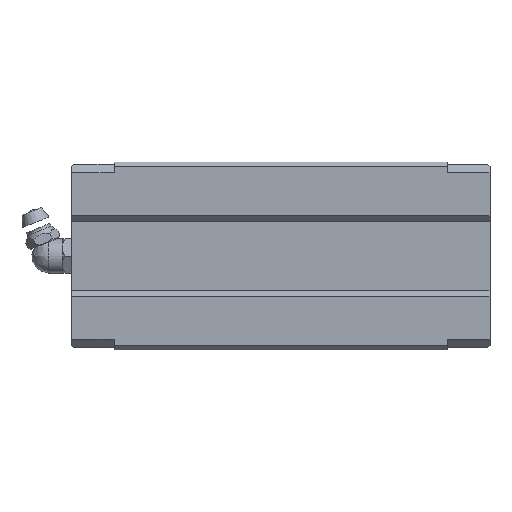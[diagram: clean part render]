
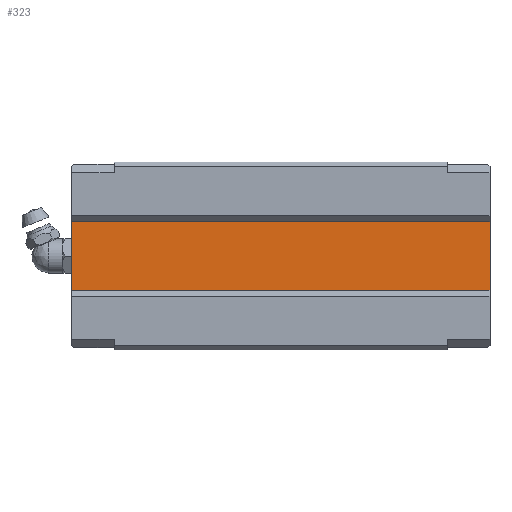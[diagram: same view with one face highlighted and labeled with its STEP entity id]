
A CAD part, front view. The second image highlights one B-rep face of the part: STEP entity #323.
In plain terms, the highlighted planar face has unit normal (0, -1, 0).
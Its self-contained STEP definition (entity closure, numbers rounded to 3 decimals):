
#198 = PLANE ( 'NONE',  #3171 ) ;
#250 = LINE ( 'NONE', #4107, #2056 ) ;
#323 = ADVANCED_FACE ( 'NONE', ( #609 ), #198, .T. ) ;
#474 = DIRECTION ( 'NONE',  ( 1., 0., 0. ) ) ;
#609 = FACE_OUTER_BOUND ( 'NONE', #1034, .T. ) ;
#645 = VERTEX_POINT ( 'NONE', #3374 ) ;
#717 = LINE ( 'NONE', #1181, #4037 ) ;
#893 = VERTEX_POINT ( 'NONE', #1322 ) ;
#997 = EDGE_CURVE ( 'NONE', #1616, #2456, #717, .T. ) ;
#1018 = DIRECTION ( 'NONE',  ( 0., 0., -1. ) ) ;
#1034 = EDGE_LOOP ( 'NONE', ( #4836, #3161, #2282, #1762 ) ) ;
#1067 = DIRECTION ( 'NONE',  ( 0., -1., 0. ) ) ;
#1181 = CARTESIAN_POINT ( 'NONE',  ( -49., 11.9, -8.156 ) ) ;
#1322 = CARTESIAN_POINT ( 'NONE',  ( 49., 11.9, -8.156 ) ) ;
#1431 = CARTESIAN_POINT ( 'NONE',  ( 49., 11.9, -8.156 ) ) ;
#1616 = VERTEX_POINT ( 'NONE', #4834 ) ;
#1762 = ORIENTED_EDGE ( 'NONE', *, *, #3342, .T. ) ;
#2056 = VECTOR ( 'NONE', #3645, 1000. ) ;
#2150 = CARTESIAN_POINT ( 'NONE',  ( 49., 11.9, -8.156 ) ) ;
#2282 = ORIENTED_EDGE ( 'NONE', *, *, #997, .T. ) ;
#2456 = VERTEX_POINT ( 'NONE', #3663 ) ;
#2835 = DIRECTION ( 'NONE',  ( 0., 0., -1. ) ) ;
#3042 = EDGE_CURVE ( 'NONE', #893, #645, #3527, .T. ) ;
#3161 = ORIENTED_EDGE ( 'NONE', *, *, #3866, .T. ) ;
#3171 = AXIS2_PLACEMENT_3D ( 'NONE', #5222, #1067, #1018 ) ;
#3342 = EDGE_CURVE ( 'NONE', #2456, #893, #3359, .T. ) ;
#3359 = LINE ( 'NONE', #2150, #3978 ) ;
#3374 = CARTESIAN_POINT ( 'NONE',  ( 49., 11.9, 8.156 ) ) ;
#3527 = LINE ( 'NONE', #1431, #3533 ) ;
#3533 = VECTOR ( 'NONE', #5130, 1000. ) ;
#3645 = DIRECTION ( 'NONE',  ( -1., 0., 0. ) ) ;
#3663 = CARTESIAN_POINT ( 'NONE',  ( -49., 11.9, -8.156 ) ) ;
#3866 = EDGE_CURVE ( 'NONE', #645, #1616, #250, .T. ) ;
#3978 = VECTOR ( 'NONE', #474, 1000. ) ;
#4037 = VECTOR ( 'NONE', #2835, 1000. ) ;
#4107 = CARTESIAN_POINT ( 'NONE',  ( 49., 11.9, 8.156 ) ) ;
#4834 = CARTESIAN_POINT ( 'NONE',  ( -49., 11.9, 8.156 ) ) ;
#4836 = ORIENTED_EDGE ( 'NONE', *, *, #3042, .T. ) ;
#5130 = DIRECTION ( 'NONE',  ( 0., 0., 1. ) ) ;
#5222 = CARTESIAN_POINT ( 'NONE',  ( 49., 11.9, -8.156 ) ) ;
